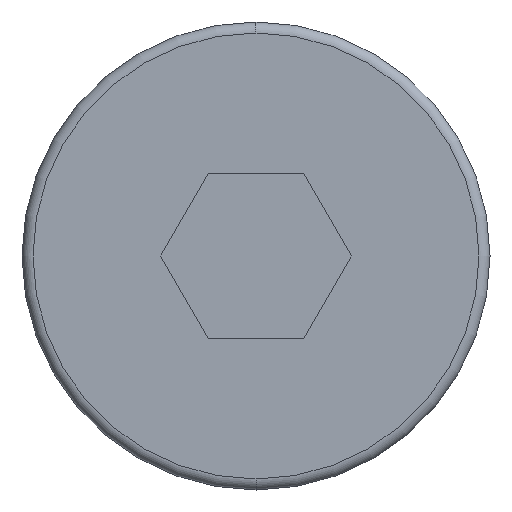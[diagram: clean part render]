
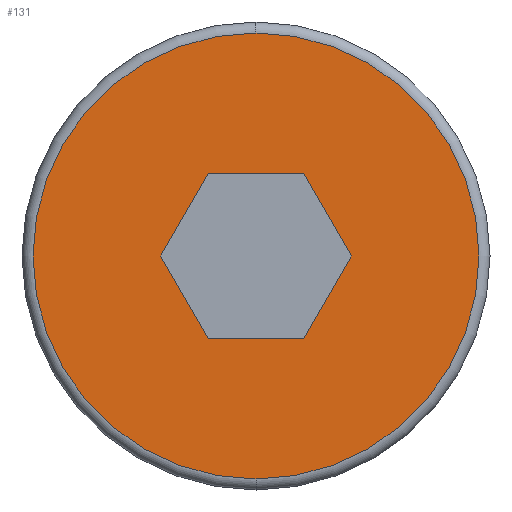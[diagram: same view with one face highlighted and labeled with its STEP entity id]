
A CAD part, left-side view. The second image highlights one B-rep face of the part: STEP entity #131.
In plain terms, the highlighted planar face has unit normal (-1, 0, 0).
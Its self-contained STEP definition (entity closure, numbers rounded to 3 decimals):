
#3 = ORIENTED_EDGE ( 'NONE', *, *, #347, .F. ) ;
#29 = VERTEX_POINT ( 'NONE', #76 ) ;
#32 = CARTESIAN_POINT ( 'NONE',  ( -3.8, 0.866, -1.5 ) ) ;
#34 = DIRECTION ( 'NONE',  ( 0., 0., -1. ) ) ;
#36 = FACE_OUTER_BOUND ( 'NONE', #93, .T. ) ;
#51 = DIRECTION ( 'NONE',  ( 0., -1., 0. ) ) ;
#65 = CARTESIAN_POINT ( 'NONE',  ( -3.8, -0.866, 1.5 ) ) ;
#68 = EDGE_CURVE ( 'NONE', #398, #29, #239, .T. ) ;
#70 = VECTOR ( 'NONE', #51, 1000. ) ;
#76 = CARTESIAN_POINT ( 'NONE',  ( -3.8, 0., 4.05 ) ) ;
#93 = EDGE_LOOP ( 'NONE', ( #631, #558 ) ) ;
#116 = EDGE_CURVE ( 'NONE', #623, #553, #555, .T. ) ;
#118 = CIRCLE ( 'NONE', #321, 4.05 ) ;
#130 = VERTEX_POINT ( 'NONE', #447 ) ;
#131 = ADVANCED_FACE ( 'NONE', ( #358, #36 ), #430, .F. ) ;
#152 = DIRECTION ( 'NONE',  ( 0., 0., -1. ) ) ;
#167 = DIRECTION ( 'NONE',  ( -1., 0., 0. ) ) ;
#170 = ORIENTED_EDGE ( 'NONE', *, *, #208, .F. ) ;
#185 = VERTEX_POINT ( 'NONE', #602 ) ;
#208 = EDGE_CURVE ( 'NONE', #185, #649, #266, .T. ) ;
#214 = DIRECTION ( 'NONE',  ( 0., 1., 0. ) ) ;
#230 = CARTESIAN_POINT ( 'NONE',  ( -3.8, 0., 0. ) ) ;
#231 = ORIENTED_EDGE ( 'NONE', *, *, #587, .F. ) ;
#235 = DIRECTION ( 'NONE',  ( -1., 0., 0. ) ) ;
#236 = CARTESIAN_POINT ( 'NONE',  ( -3.8, -0.866, -1.5 ) ) ;
#239 = CIRCLE ( 'NONE', #521, 4.05 ) ;
#266 = LINE ( 'NONE', #494, #747 ) ;
#288 = DIRECTION ( 'NONE',  ( 0., 0., -1. ) ) ;
#289 = CARTESIAN_POINT ( 'NONE',  ( -3.8, 0., 0. ) ) ;
#290 = VECTOR ( 'NONE', #214, 1000. ) ;
#316 = EDGE_LOOP ( 'NONE', ( #3, #170, #231, #650, #749, #481 ) ) ;
#321 = AXIS2_PLACEMENT_3D ( 'NONE', #617, #167, #34 ) ;
#324 = VERTEX_POINT ( 'NONE', #343 ) ;
#343 = CARTESIAN_POINT ( 'NONE',  ( -3.8, -0.866, -1.5 ) ) ;
#347 = EDGE_CURVE ( 'NONE', #649, #324, #455, .T. ) ;
#353 = DIRECTION ( 'NONE',  ( 0., -0.5, 0.866 ) ) ;
#355 = DIRECTION ( 'NONE',  ( 0., 0.5, 0.866 ) ) ;
#358 = FACE_BOUND ( 'NONE', #316, .T. ) ;
#368 = CARTESIAN_POINT ( 'NONE',  ( -3.8, -1.732, 0. ) ) ;
#398 = VERTEX_POINT ( 'NONE', #470 ) ;
#403 = VECTOR ( 'NONE', #768, 1000. ) ;
#430 = PLANE ( 'NONE',  #713 ) ;
#447 = CARTESIAN_POINT ( 'NONE',  ( -3.8, 0.866, 1.5 ) ) ;
#455 = LINE ( 'NONE', #655, #70 ) ;
#470 = CARTESIAN_POINT ( 'NONE',  ( -3.8, 0., -4.05 ) ) ;
#481 = ORIENTED_EDGE ( 'NONE', *, *, #640, .F. ) ;
#494 = CARTESIAN_POINT ( 'NONE',  ( -3.8, 0.866, -1.5 ) ) ;
#518 = EDGE_CURVE ( 'NONE', #553, #130, #763, .T. ) ;
#521 = AXIS2_PLACEMENT_3D ( 'NONE', #230, #235, #288 ) ;
#553 = VERTEX_POINT ( 'NONE', #65 ) ;
#555 = LINE ( 'NONE', #368, #686 ) ;
#558 = ORIENTED_EDGE ( 'NONE', *, *, #813, .T. ) ;
#565 = LINE ( 'NONE', #642, #403 ) ;
#587 = EDGE_CURVE ( 'NONE', #130, #185, #565, .T. ) ;
#602 = CARTESIAN_POINT ( 'NONE',  ( -3.8, 1.732, 0. ) ) ;
#617 = CARTESIAN_POINT ( 'NONE',  ( -3.8, 0., 0. ) ) ;
#623 = VERTEX_POINT ( 'NONE', #652 ) ;
#631 = ORIENTED_EDGE ( 'NONE', *, *, #68, .T. ) ;
#640 = EDGE_CURVE ( 'NONE', #324, #623, #693, .T. ) ;
#642 = CARTESIAN_POINT ( 'NONE',  ( -3.8, 1.732, 0. ) ) ;
#649 = VERTEX_POINT ( 'NONE', #32 ) ;
#650 = ORIENTED_EDGE ( 'NONE', *, *, #518, .F. ) ;
#652 = CARTESIAN_POINT ( 'NONE',  ( -3.8, -1.732, 0. ) ) ;
#655 = CARTESIAN_POINT ( 'NONE',  ( -3.8, 0.866, -1.5 ) ) ;
#663 = VECTOR ( 'NONE', #353, 1000. ) ;
#686 = VECTOR ( 'NONE', #355, 1000. ) ;
#693 = LINE ( 'NONE', #236, #663 ) ;
#711 = DIRECTION ( 'NONE',  ( 0., -0.5, -0.866 ) ) ;
#713 = AXIS2_PLACEMENT_3D ( 'NONE', #289, #738, #152 ) ;
#738 = DIRECTION ( 'NONE',  ( 1., 0., 0. ) ) ;
#747 = VECTOR ( 'NONE', #711, 1000. ) ;
#749 = ORIENTED_EDGE ( 'NONE', *, *, #116, .F. ) ;
#759 = CARTESIAN_POINT ( 'NONE',  ( -3.8, 0.866, 1.5 ) ) ;
#763 = LINE ( 'NONE', #759, #290 ) ;
#768 = DIRECTION ( 'NONE',  ( 0., 0.5, -0.866 ) ) ;
#813 = EDGE_CURVE ( 'NONE', #29, #398, #118, .T. ) ;
